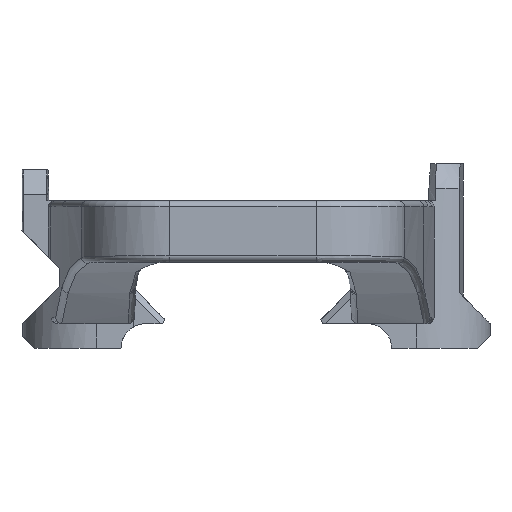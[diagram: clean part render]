
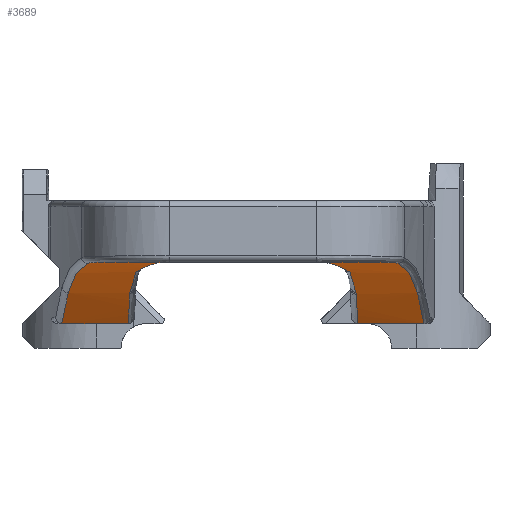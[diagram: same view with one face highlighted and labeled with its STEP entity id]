
A CAD part, left-side view. The second image highlights one B-rep face of the part: STEP entity #3689.
In plain terms, the highlighted cylindrical face has radius 158.545 mm (diameter 317.09 mm), a partial arc.
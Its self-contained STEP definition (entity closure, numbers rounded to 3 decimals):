
#80=B_SPLINE_CURVE_WITH_KNOTS('',3,(#5114,#5115,#5116,#5117),
 .UNSPECIFIED.,.F.,.F.,(4,4),(0.,0.013),.UNSPECIFIED.);
#81=B_SPLINE_CURVE_WITH_KNOTS('',3,(#5125,#5126,#5127,#5128),
 .UNSPECIFIED.,.F.,.F.,(4,4),(0.,0.013),.UNSPECIFIED.);
#82=B_SPLINE_CURVE_WITH_KNOTS('',3,(#5131,#5132,#5133,#5134),
 .UNSPECIFIED.,.F.,.F.,(4,4),(0.,0.),
 .UNSPECIFIED.);
#83=B_SPLINE_CURVE_WITH_KNOTS('',3,(#5136,#5137,#5138,#5139),
 .UNSPECIFIED.,.F.,.F.,(4,4),(0.,0.012),
 .UNSPECIFIED.);
#84=B_SPLINE_CURVE_WITH_KNOTS('',3,(#5141,#5142,#5143,#5144),
 .UNSPECIFIED.,.F.,.F.,(4,4),(0.,0.022),.UNSPECIFIED.);
#85=B_SPLINE_CURVE_WITH_KNOTS('',3,(#5146,#5147,#5148,#5149,#5150,#5151,
#5152),.UNSPECIFIED.,.F.,.F.,(4,1,1,1,4),(0.,0.003,0.005,
0.008,0.01),.UNSPECIFIED.);
#86=B_SPLINE_CURVE_WITH_KNOTS('',3,(#5156,#5157,#5158,#5159,#5160,#5161,
#5162),.UNSPECIFIED.,.F.,.F.,(4,1,1,1,4),(0.,0.003,0.005,
0.008,0.01),.UNSPECIFIED.);
#87=B_SPLINE_CURVE_WITH_KNOTS('',3,(#5164,#5165,#5166,#5167),
 .UNSPECIFIED.,.F.,.F.,(4,4),(0.,0.022),.UNSPECIFIED.);
#88=B_SPLINE_CURVE_WITH_KNOTS('',3,(#5169,#5170,#5171,#5172),
 .UNSPECIFIED.,.F.,.F.,(4,4),(0.,0.012),.UNSPECIFIED.);
#89=B_SPLINE_CURVE_WITH_KNOTS('',3,(#5174,#5175,#5176,#5177),
 .UNSPECIFIED.,.F.,.F.,(4,4),(0.,0.),.UNSPECIFIED.);
#176=ELLIPSE('',#3902,158.551,158.545);
#177=ELLIPSE('',#3903,160.597,158.545);
#178=ELLIPSE('',#3904,160.504,158.545);
#179=ELLIPSE('',#3905,158.55,158.545);
#213=CYLINDRICAL_SURFACE('',#3901,158.545);
#265=LINE('',#4879,#429);
#307=LINE('',#5106,#471);
#310=LINE('',#5121,#474);
#311=LINE('',#5154,#475);
#429=VECTOR('',#4137,1000.);
#471=VECTOR('',#4297,1000.);
#474=VECTOR('',#4306,1000.);
#475=VECTOR('',#4311,1000.);
#704=ORIENTED_EDGE('',*,*,#1429,.F.);
#705=ORIENTED_EDGE('',*,*,#1531,.T.);
#706=ORIENTED_EDGE('',*,*,#1532,.T.);
#707=ORIENTED_EDGE('',*,*,#1533,.F.);
#708=ORIENTED_EDGE('',*,*,#1534,.T.);
#709=ORIENTED_EDGE('',*,*,#1535,.F.);
#710=ORIENTED_EDGE('',*,*,#1536,.T.);
#711=ORIENTED_EDGE('',*,*,#1537,.T.);
#712=ORIENTED_EDGE('',*,*,#1528,.F.);
#713=ORIENTED_EDGE('',*,*,#1538,.T.);
#714=ORIENTED_EDGE('',*,*,#1539,.T.);
#715=ORIENTED_EDGE('',*,*,#1540,.T.);
#716=ORIENTED_EDGE('',*,*,#1541,.T.);
#717=ORIENTED_EDGE('',*,*,#1542,.T.);
#718=ORIENTED_EDGE('',*,*,#1543,.T.);
#719=ORIENTED_EDGE('',*,*,#1544,.T.);
#720=ORIENTED_EDGE('',*,*,#1545,.T.);
#721=ORIENTED_EDGE('',*,*,#1546,.T.);
#1429=EDGE_CURVE('',#1846,#1841,#265,.T.);
#1528=EDGE_CURVE('',#1940,#1941,#307,.T.);
#1531=EDGE_CURVE('',#1846,#1943,#176,.F.);
#1532=EDGE_CURVE('',#1943,#1944,#80,.T.);
#1533=EDGE_CURVE('',#1945,#1944,#177,.F.);
#1534=EDGE_CURVE('',#1945,#1946,#310,.F.);
#1535=EDGE_CURVE('',#1947,#1946,#178,.F.);
#1536=EDGE_CURVE('',#1947,#1948,#81,.T.);
#1537=EDGE_CURVE('',#1948,#1941,#179,.F.);
#1538=EDGE_CURVE('',#1940,#1949,#82,.T.);
#1539=EDGE_CURVE('',#1949,#1950,#83,.T.);
#1540=EDGE_CURVE('',#1950,#1951,#84,.T.);
#1541=EDGE_CURVE('',#1951,#1952,#85,.T.);
#1542=EDGE_CURVE('',#1952,#1953,#311,.T.);
#1543=EDGE_CURVE('',#1953,#1954,#86,.T.);
#1544=EDGE_CURVE('',#1954,#1955,#87,.T.);
#1545=EDGE_CURVE('',#1955,#1956,#88,.T.);
#1546=EDGE_CURVE('',#1956,#1841,#89,.T.);
#1841=VERTEX_POINT('',#4869);
#1846=VERTEX_POINT('',#4878);
#1940=VERTEX_POINT('',#5105);
#1941=VERTEX_POINT('',#5107);
#1943=VERTEX_POINT('',#5113);
#1944=VERTEX_POINT('',#5118);
#1945=VERTEX_POINT('',#5120);
#1946=VERTEX_POINT('',#5122);
#1947=VERTEX_POINT('',#5124);
#1948=VERTEX_POINT('',#5129);
#1949=VERTEX_POINT('',#5135);
#1950=VERTEX_POINT('',#5140);
#1951=VERTEX_POINT('',#5145);
#1952=VERTEX_POINT('',#5153);
#1953=VERTEX_POINT('',#5155);
#1954=VERTEX_POINT('',#5163);
#1955=VERTEX_POINT('',#5168);
#1956=VERTEX_POINT('',#5173);
#2238=EDGE_LOOP('',(#704,#705,#706,#707,#708,#709,#710,#711,#712,#713,#714,
#715,#716,#717,#718,#719,#720,#721));
#2399=FACE_BOUND('',#2238,.T.);
#3689=ADVANCED_FACE('',(#2399),#213,.F.);
#3901=AXIS2_PLACEMENT_3D('',#5111,#4300,#4301);
#3902=AXIS2_PLACEMENT_3D('',#5112,#4302,#4303);
#3903=AXIS2_PLACEMENT_3D('',#5119,#4304,#4305);
#3904=AXIS2_PLACEMENT_3D('',#5123,#4307,#4308);
#3905=AXIS2_PLACEMENT_3D('',#5130,#4309,#4310);
#4137=DIRECTION('',(0.,1.,0.));
#4297=DIRECTION('',(0.,1.,0.));
#4300=DIRECTION('',(0.,1.,0.));
#4301=DIRECTION('',(0.,0.,1.));
#4302=DIRECTION('',(-0.009,1.,0.));
#4303=DIRECTION('',(1.,0.009,0.));
#4304=DIRECTION('',(0.159,-0.987,0.));
#4305=DIRECTION('',(0.987,0.159,0.));
#4306=DIRECTION('',(0.,1.,0.));
#4307=DIRECTION('',(0.156,0.988,0.));
#4308=DIRECTION('',(-0.988,0.156,0.));
#4309=DIRECTION('',(-0.008,-1.,0.));
#4310=DIRECTION('',(-1.,0.008,0.));
#4311=DIRECTION('',(0.,1.,0.));
#4869=CARTESIAN_POINT('',(25.35,14.717,-10.));
#4878=CARTESIAN_POINT('',(25.35,9.299,-10.));
#4879=CARTESIAN_POINT('',(25.35,-51.818,-10.));
#5105=CARTESIAN_POINT('',(25.35,-14.717,-10.));
#5106=CARTESIAN_POINT('',(25.35,-51.818,-10.));
#5107=CARTESIAN_POINT('',(25.35,-9.321,-10.));
#5111=CARTESIAN_POINT('',(-14.167,-51.818,-163.541));
#5112=CARTESIAN_POINT('',(-14.167,8.949,-163.541));
#5113=CARTESIAN_POINT('',(14.136,9.199,-7.543));
#5114=CARTESIAN_POINT('',(14.136,9.199,-7.543));
#5115=CARTESIAN_POINT('',(9.986,9.18,-6.79));
#5116=CARTESIAN_POINT('',(5.814,9.007,-6.204));
#5117=CARTESIAN_POINT('',(1.631,8.676,-5.785));
#5118=CARTESIAN_POINT('',(1.631,8.676,-5.785));
#5119=CARTESIAN_POINT('',(-14.167,6.126,-163.541));
#5120=CARTESIAN_POINT('',(-13.084,6.3,-5.));
#5121=CARTESIAN_POINT('',(-13.084,-51.818,-5.));
#5122=CARTESIAN_POINT('',(-13.084,-6.32,-5.));
#5123=CARTESIAN_POINT('',(-14.167,-6.149,-163.541));
#5124=CARTESIAN_POINT('',(2.109,-8.716,-5.834));
#5125=CARTESIAN_POINT('',(2.109,-8.716,-5.834));
#5126=CARTESIAN_POINT('',(6.273,-9.04,-6.264));
#5127=CARTESIAN_POINT('',(10.424,-9.211,-6.859));
#5128=CARTESIAN_POINT('',(14.553,-9.237,-7.619));
#5129=CARTESIAN_POINT('',(14.553,-9.237,-7.619));
#5130=CARTESIAN_POINT('',(-14.167,-9.011,-163.541));
#5131=CARTESIAN_POINT('',(25.35,-14.717,-10.));
#5132=CARTESIAN_POINT('',(25.35,-14.719,-10.));
#5133=CARTESIAN_POINT('',(25.35,-14.72,-10.));
#5134=CARTESIAN_POINT('',(25.35,-14.722,-10.));
#5135=CARTESIAN_POINT('',(25.35,-14.722,-10.));
#5136=CARTESIAN_POINT('',(25.35,-14.722,-10.));
#5137=CARTESIAN_POINT('',(21.546,-14.575,-9.021));
#5138=CARTESIAN_POINT('',(17.708,-14.399,-8.184));
#5139=CARTESIAN_POINT('',(13.845,-14.191,-7.49));
#5140=CARTESIAN_POINT('',(13.845,-14.191,-7.49));
#5141=CARTESIAN_POINT('',(13.845,-14.191,-7.49));
#5142=CARTESIAN_POINT('',(6.505,-13.852,-6.173));
#5143=CARTESIAN_POINT('',(-0.909,-13.335,-5.377));
#5144=CARTESIAN_POINT('',(-8.336,-12.638,-5.104));
#5145=CARTESIAN_POINT('',(-8.336,-12.638,-5.104));
#5146=CARTESIAN_POINT('',(-8.336,-12.638,-5.104));
#5147=CARTESIAN_POINT('',(-9.18,-12.56,-5.072));
#5148=CARTESIAN_POINT('',(-10.814,-12.104,-5.026));
#5149=CARTESIAN_POINT('',(-12.891,-10.6,-4.998));
#5150=CARTESIAN_POINT('',(-14.312,-8.459,-4.995));
#5151=CARTESIAN_POINT('',(-14.703,-6.798,-4.997));
#5152=CARTESIAN_POINT('',(-14.748,-5.951,-4.997));
#5153=CARTESIAN_POINT('',(-14.748,-5.951,-4.997));
#5154=CARTESIAN_POINT('',(-14.748,-51.818,-4.997));
#5155=CARTESIAN_POINT('',(-14.748,5.951,-4.997));
#5156=CARTESIAN_POINT('',(-14.748,5.951,-4.997));
#5157=CARTESIAN_POINT('',(-14.703,6.798,-4.997));
#5158=CARTESIAN_POINT('',(-14.314,8.45,-4.995));
#5159=CARTESIAN_POINT('',(-12.902,10.589,-4.998));
#5160=CARTESIAN_POINT('',(-10.824,12.101,-5.026));
#5161=CARTESIAN_POINT('',(-9.18,12.56,-5.072));
#5162=CARTESIAN_POINT('',(-8.336,12.638,-5.104));
#5163=CARTESIAN_POINT('',(-8.336,12.638,-5.104));
#5164=CARTESIAN_POINT('',(-8.336,12.638,-5.104));
#5165=CARTESIAN_POINT('',(-0.909,13.335,-5.377));
#5166=CARTESIAN_POINT('',(6.505,13.852,-6.173));
#5167=CARTESIAN_POINT('',(13.845,14.191,-7.49));
#5168=CARTESIAN_POINT('',(13.845,14.191,-7.49));
#5169=CARTESIAN_POINT('',(13.845,14.191,-7.49));
#5170=CARTESIAN_POINT('',(17.708,14.399,-8.184));
#5171=CARTESIAN_POINT('',(21.546,14.575,-9.021));
#5172=CARTESIAN_POINT('',(25.35,14.722,-10.));
#5173=CARTESIAN_POINT('',(25.35,14.722,-10.));
#5174=CARTESIAN_POINT('',(25.35,14.722,-10.));
#5175=CARTESIAN_POINT('',(25.35,14.72,-10.));
#5176=CARTESIAN_POINT('',(25.35,14.719,-10.));
#5177=CARTESIAN_POINT('',(25.35,14.717,-10.));
